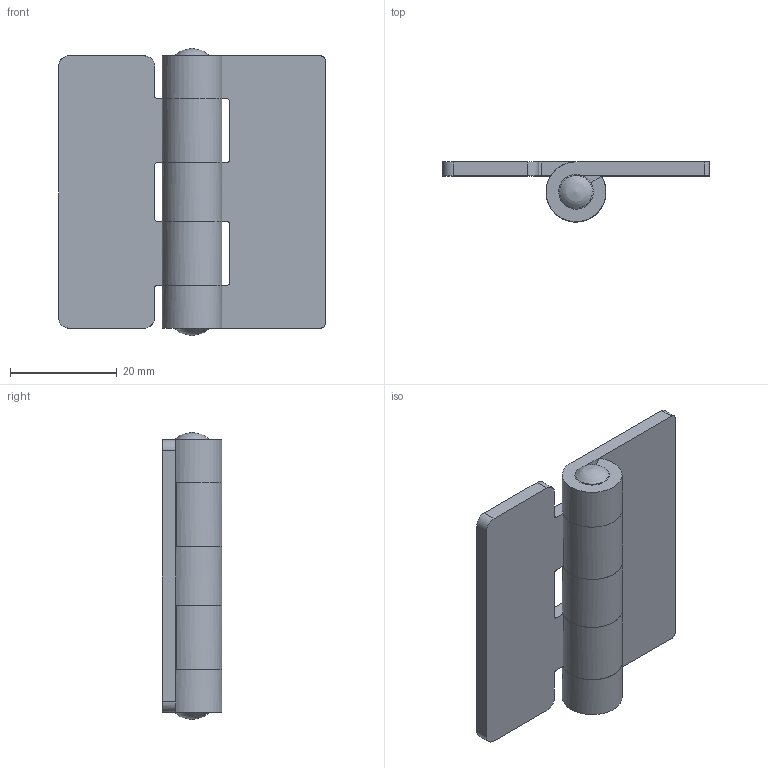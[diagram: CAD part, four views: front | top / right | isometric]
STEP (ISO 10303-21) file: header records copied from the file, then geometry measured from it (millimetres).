
FILE_DESCRIPTION((''),'2;1');
FILE_NAME('','2013-02-25T11:30:46',(''),(''),'','CADfix','');
FILE_SCHEMA(('AUTOMOTIVE_DESIGN { 1 0 10303 214 1 1 1 1 }'));
Length unit declared in the file: millimetre
Bounding box: 50 x 11.19 x 53.8 mm (x, y, z)
Volume: 10190 mm3; surface area: 9213.2 mm2
Topology: 3 solids, 3 shells, 58 faces, 158 edges, 108 vertices
Faces by surface type: bspline 58
Entity records: 2512 total; most frequent: CARTESIAN_POINT 1552, ORIENTED_EDGE 316, EDGE_CURVE 158, VERTEX_POINT 108, QUASI_UNIFORM_CURVE 98, EDGE_LOOP 60, FACE_OUTER_BOUND 58, ADVANCED_FACE 58
